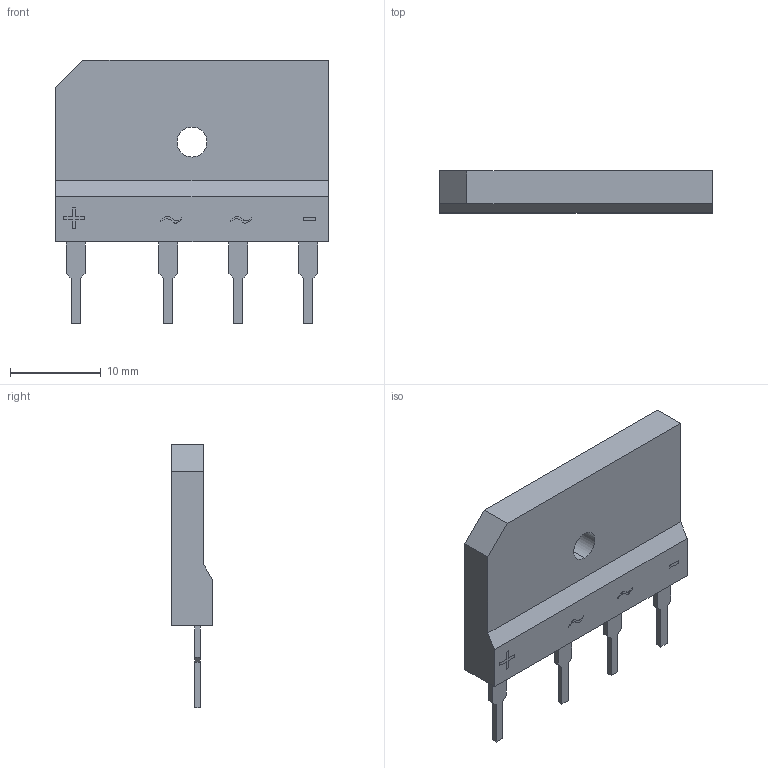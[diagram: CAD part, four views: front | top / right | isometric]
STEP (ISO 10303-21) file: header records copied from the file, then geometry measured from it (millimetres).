
FILE_DESCRIPTION (( 'STEP AP214' ), '1' );
FILE_NAME ('DIO-BG-TH_GBJ-L30.0-W4.6-H20.0.step', '2022-07-04T09:57:42', ( '' ), ( '' ), 'SwSTEP 2.0', 'SolidWorks 2020', '' );
FILE_SCHEMA (( 'AUTOMOTIVE_DESIGN' ));
Length unit declared in the file: millimetre
Products named in the file (1): DIO-BG-TH_GBJ-L30.0-W4.6-H20.0
Bounding box: 30 x 4.6 x 29 mm (x, y, z)
Volume: 2320.4 mm3; surface area: 1761.4 mm2
Topology: 1 solids, 1 shells, 311 faces, 846 edges, 564 vertices
Faces by surface type: plane 195, bspline 114, cylinder 2
Entity records: 14219 total; most frequent: CARTESIAN_POINT 3684, ORIENTED_EDGE 1692, DIRECTION 1014, EDGE_CURVE 846, LINE 610, VECTOR 610, VERTEX_POINT 564, EDGE_LOOP 340
